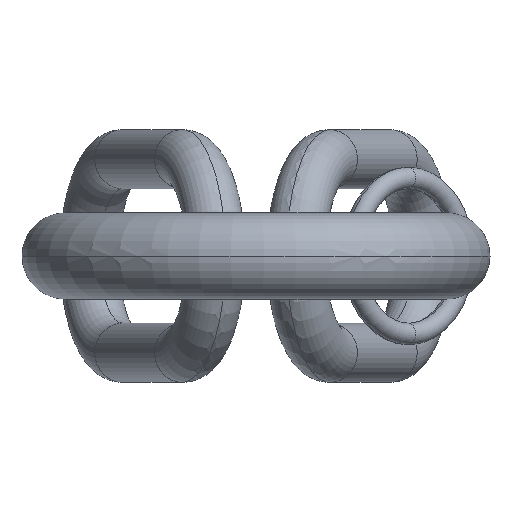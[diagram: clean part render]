
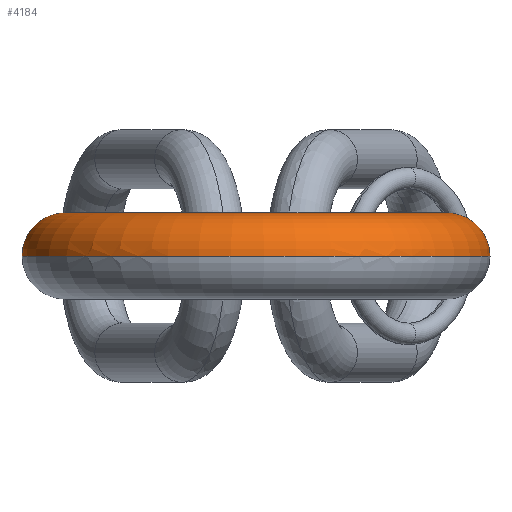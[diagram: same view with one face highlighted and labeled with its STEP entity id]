
A CAD part, left-side view. The second image highlights one B-rep face of the part: STEP entity #4184.
In plain terms, the highlighted toroidal (fillet/blend) face has major radius 71 mm and minor radius 16 mm.
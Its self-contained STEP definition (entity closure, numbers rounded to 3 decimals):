
#1038=CARTESIAN_POINT('',(-90.,71.,0.));
#1039=DIRECTION('',(-1.,0.,0.));
#1040=DIRECTION('',(0.,-1.,0.));
#1041=AXIS2_PLACEMENT_3D('',#1038,#1039,#1040);
#1056=CARTESIAN_POINT('',(-90.,-71.,0.));
#1057=DIRECTION('',(1.,0.,0.));
#1058=DIRECTION('',(0.,1.,0.));
#1059=AXIS2_PLACEMENT_3D('',#1056,#1057,#1058);
#1061=CARTESIAN_POINT('',(-90.,-87.,0.));
#1062=CARTESIAN_POINT('',(-94.338,-87.,0.));
#1063=CARTESIAN_POINT('',(-103.015,-86.35,
0.));
#1064=CARTESIAN_POINT('',(-115.74,-83.446,
0.));
#1065=CARTESIAN_POINT('',(-127.889,-78.677,
0.));
#1066=CARTESIAN_POINT('',(-139.192,-72.151,
0.));
#1067=CARTESIAN_POINT('',(-149.396,-64.014,
0.));
#1068=CARTESIAN_POINT('',(-158.274,-54.446,
0.));
#1069=CARTESIAN_POINT('',(-165.626,-43.663,
0.));
#1070=CARTESIAN_POINT('',(-171.289,-31.903,
0.));
#1071=CARTESIAN_POINT('',(-175.136,-19.432,
0.));
#1072=CARTESIAN_POINT('',(-177.081,-6.526,
0.));
#1073=CARTESIAN_POINT('',(-177.081,6.526,
0.));
#1074=CARTESIAN_POINT('',(-175.136,19.432,
0.));
#1075=CARTESIAN_POINT('',(-171.289,31.903,
0.));
#1076=CARTESIAN_POINT('',(-165.626,43.663,
0.));
#1077=CARTESIAN_POINT('',(-158.274,54.446,
0.));
#1078=CARTESIAN_POINT('',(-149.396,64.014,
0.));
#1079=CARTESIAN_POINT('',(-139.192,72.151,
0.));
#1080=CARTESIAN_POINT('',(-127.889,78.677,
0.));
#1081=CARTESIAN_POINT('',(-115.74,83.446,
0.));
#1082=CARTESIAN_POINT('',(-103.015,86.35,
0.));
#1083=CARTESIAN_POINT('',(-94.338,87.,0.));
#1084=CARTESIAN_POINT('',(-90.,87.,0.));
#1086=CARTESIAN_POINT('',(-90.,55.,0.));
#1087=CARTESIAN_POINT('',(-93.2,55.,0.));
#1088=CARTESIAN_POINT('',(-99.599,54.44,
0.));
#1089=CARTESIAN_POINT('',(-108.907,51.946,
0.));
#1090=CARTESIAN_POINT('',(-117.64,47.874,
0.));
#1091=CARTESIAN_POINT('',(-125.533,42.347,
0.));
#1092=CARTESIAN_POINT('',(-132.347,35.533,0.));
#1093=CARTESIAN_POINT('',(-137.874,27.64,0.));
#1094=CARTESIAN_POINT('',(-141.946,18.907,0.));
#1095=CARTESIAN_POINT('',(-144.44,9.599,0.));
#1096=CARTESIAN_POINT('',(-145.28,0.,0.));
#1097=CARTESIAN_POINT('',(-144.44,-9.599,0.));
#1098=CARTESIAN_POINT('',(-141.946,-18.907,0.));
#1099=CARTESIAN_POINT('',(-137.874,-27.64,0.));
#1100=CARTESIAN_POINT('',(-132.347,-35.533,0.));
#1101=CARTESIAN_POINT('',(-125.533,-42.347,
0.));
#1102=CARTESIAN_POINT('',(-117.64,-47.874,
0.));
#1103=CARTESIAN_POINT('',(-108.907,-51.946,
0.));
#1104=CARTESIAN_POINT('',(-99.599,-54.44,
0.));
#1105=CARTESIAN_POINT('',(-93.2,-55.,0.));
#1106=CARTESIAN_POINT('',(-90.,-55.,0.));
#2938=CARTESIAN_POINT('',(-90.,87.,0.));
#2940=VERTEX_POINT('',#2938);
#2943=CARTESIAN_POINT('',(-90.,55.,0.));
#2945=VERTEX_POINT('',#2943);
#2946=VERTEX_POINT('',#1061);
#2947=VERTEX_POINT('',#1106);
#4171=CARTESIAN_POINT('',(-90.,0.,0.));
#4172=DIRECTION('',(0.,0.,-1.));
#4173=DIRECTION('',(0.,1.,0.));
#4174=AXIS2_PLACEMENT_3D('',#4171,#4172,#4173);
#4175=TOROIDAL_SURFACE('',#4174,71.,16.);
#4176=ORIENTED_EDGE('',*,*,#3733,.T.);
#4178=ORIENTED_EDGE('',*,*,#4177,.T.);
#4179=ORIENTED_EDGE('',*,*,#4161,.F.);
#4181=ORIENTED_EDGE('',*,*,#4180,.T.);
#4182=EDGE_LOOP('',(#4176,#4178,#4179,#4181));
#4183=FACE_OUTER_BOUND('',#4182,.F.);
#4184=ADVANCED_FACE('',(#4183),#4175,.T.);
#1042=CIRCLE('',#1041,16.);
#1060=CIRCLE('',#1059,16.);
#1085=B_SPLINE_CURVE_WITH_KNOTS('',3,(#1061,#1062,#1063,#1064,#1065,#1066,#1067,
#1068,#1069,#1070,#1071,#1072,#1073,#1074,#1075,#1076,#1077,#1078,#1079,#1080,
#1081,#1082,#1083,#1084),.UNSPECIFIED.,.F.,.F.,(4,1,1,1,1,1,1,1,1,1,1,1,1,1,1,1,
1,1,1,1,1,4),(0.,0.048,0.095,0.143,
0.19,0.238,0.286,0.333,
0.381,0.429,0.476,0.524,
0.571,0.619,0.667,0.714,
0.762,0.81,0.857,0.905,
0.952,1.),.UNSPECIFIED.);
#1107=B_SPLINE_CURVE_WITH_KNOTS('',3,(#1086,#1087,#1088,#1089,#1090,#1091,#1092,
#1093,#1094,#1095,#1096,#1097,#1098,#1099,#1100,#1101,#1102,#1103,#1104,#1105,
#1106),.UNSPECIFIED.,.F.,.F.,(4,1,1,1,1,1,1,1,1,1,1,1,1,1,1,1,1,1,4),(0.,
0.056,0.111,0.167,0.222,
0.278,0.333,0.389,0.444,0.5,
0.556,0.611,0.667,0.722,
0.778,0.833,0.889,0.944,1.),
.UNSPECIFIED.);
#3733=EDGE_CURVE('',#2947,#2946,#1060,.T.);
#4161=EDGE_CURVE('',#2945,#2940,#1042,.T.);
#4177=EDGE_CURVE('',#2946,#2940,#1085,.T.);
#4180=EDGE_CURVE('',#2945,#2947,#1107,.T.);
